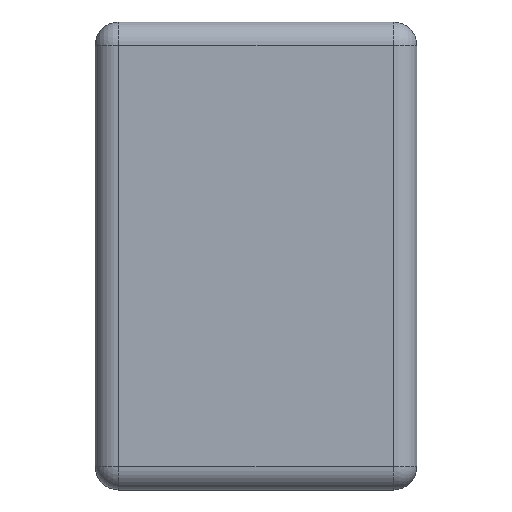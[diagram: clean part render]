
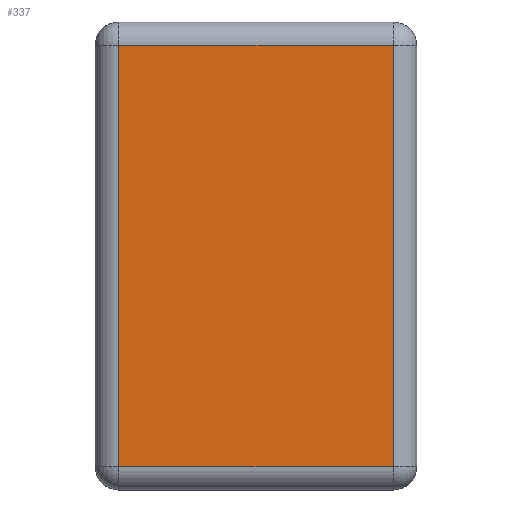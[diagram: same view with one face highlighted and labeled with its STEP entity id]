
A CAD part, left-side view. The second image highlights one B-rep face of the part: STEP entity #337.
In plain terms, the highlighted planar face has unit normal (-1, 0, 0).
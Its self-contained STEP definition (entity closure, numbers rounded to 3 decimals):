
#4 = ORIENTED_EDGE ( 'NONE', *, *, #1002, .T. ) ;
#57 = VERTEX_POINT ( 'NONE', #109 ) ;
#61 = EDGE_CURVE ( 'NONE', #575, #332, #133, .T. ) ;
#109 = CARTESIAN_POINT ( 'NONE',  ( -0.8, 0.51, 0.36 ) ) ;
#133 = LINE ( 'NONE', #797, #702 ) ;
#172 = VECTOR ( 'NONE', #377, 1000. ) ;
#174 = FACE_OUTER_BOUND ( 'NONE', #1242, .T. ) ;
#199 = CARTESIAN_POINT ( 'NONE',  ( -0.8, 0.55, -0.36 ) ) ;
#278 = DIRECTION ( 'NONE',  ( 0., 0., -1. ) ) ;
#282 = CARTESIAN_POINT ( 'NONE',  ( -0.8, 0.04, -0.36 ) ) ;
#295 = DIRECTION ( 'NONE',  ( 0., 0., -1. ) ) ;
#297 = DIRECTION ( 'NONE',  ( 0., -1., 0. ) ) ;
#332 = VERTEX_POINT ( 'NONE', #945 ) ;
#337 = ADVANCED_FACE ( 'NONE', ( #174 ), #1221, .F. ) ;
#372 = AXIS2_PLACEMENT_3D ( 'NONE', #1227, #1154, #278 ) ;
#377 = DIRECTION ( 'NONE',  ( 0., 1., 0. ) ) ;
#396 = CARTESIAN_POINT ( 'NONE',  ( -0.8, 0.51, -0.4 ) ) ;
#405 = ORIENTED_EDGE ( 'NONE', *, *, #954, .T. ) ;
#494 = EDGE_CURVE ( 'NONE', #660, #575, #616, .T. ) ;
#575 = VERTEX_POINT ( 'NONE', #282 ) ;
#616 = LINE ( 'NONE', #199, #1159 ) ;
#660 = VERTEX_POINT ( 'NONE', #1191 ) ;
#702 = VECTOR ( 'NONE', #1215, 1000. ) ;
#797 = CARTESIAN_POINT ( 'NONE',  ( -0.8, 0.04, -0.4 ) ) ;
#815 = LINE ( 'NONE', #396, #1197 ) ;
#932 = ORIENTED_EDGE ( 'NONE', *, *, #494, .T. ) ;
#945 = CARTESIAN_POINT ( 'NONE',  ( -0.8, 0.04, 0.36 ) ) ;
#954 = EDGE_CURVE ( 'NONE', #332, #57, #1216, .T. ) ;
#1002 = EDGE_CURVE ( 'NONE', #57, #660, #815, .T. ) ;
#1154 = DIRECTION ( 'NONE',  ( 1., 0., 0. ) ) ;
#1159 = VECTOR ( 'NONE', #297, 1000. ) ;
#1177 = ORIENTED_EDGE ( 'NONE', *, *, #61, .T. ) ;
#1191 = CARTESIAN_POINT ( 'NONE',  ( -0.8, 0.51, -0.36 ) ) ;
#1197 = VECTOR ( 'NONE', #295, 1000. ) ;
#1215 = DIRECTION ( 'NONE',  ( 0., 0., 1. ) ) ;
#1216 = LINE ( 'NONE', #1260, #172 ) ;
#1221 = PLANE ( 'NONE',  #372 ) ;
#1227 = CARTESIAN_POINT ( 'NONE',  ( -0.8, 0.55, -0.4 ) ) ;
#1242 = EDGE_LOOP ( 'NONE', ( #4, #932, #1177, #405 ) ) ;
#1260 = CARTESIAN_POINT ( 'NONE',  ( -0.8, 0.55, 0.36 ) ) ;
